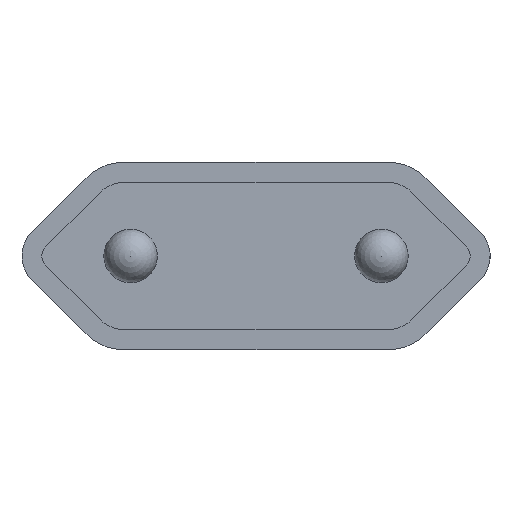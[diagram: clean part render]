
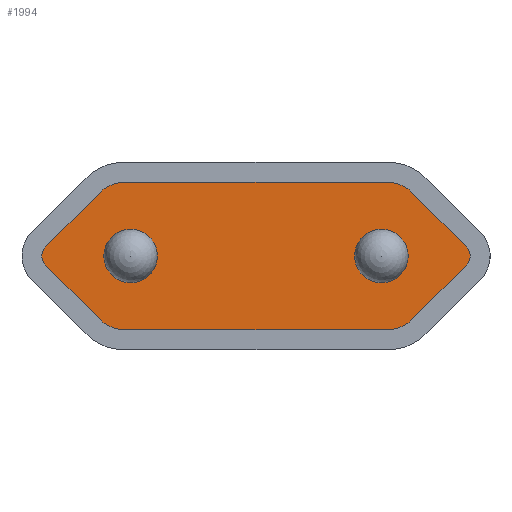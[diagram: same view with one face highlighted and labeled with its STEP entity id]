
A CAD part, front view. The second image highlights one B-rep face of the part: STEP entity #1994.
In plain terms, the highlighted planar face has unit normal (0, -1, 0).
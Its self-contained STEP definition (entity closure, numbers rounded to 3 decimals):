
#23=FACE_BOUND('',#346,.T.);
#24=FACE_BOUND('',#347,.T.);
#55=CIRCLE('',#2122,1.85);
#61=CIRCLE('',#2132,1.85);
#75=CIRCLE('',#2160,2.5);
#77=CIRCLE('',#2164,1.);
#79=CIRCLE('',#2168,2.5);
#81=CIRCLE('',#2172,2.5);
#83=CIRCLE('',#2176,1.);
#85=CIRCLE('',#2180,2.5);
#227=FACE_OUTER_BOUND('',#345,.T.);
#345=EDGE_LOOP('',(#1614,#1615,#1616,#1617,#1618,#1619,#1620,#1621,#1622,
#1623,#1624,#1625));
#346=EDGE_LOOP('',(#1626));
#347=EDGE_LOOP('',(#1627));
#514=LINE('',#3187,#710);
#518=LINE('',#3199,#714);
#522=LINE('',#3211,#718);
#526=LINE('',#3223,#722);
#530=LINE('',#3235,#726);
#533=LINE('',#3244,#729);
#710=VECTOR('',#2615,10.);
#714=VECTOR('',#2627,10.);
#718=VECTOR('',#2639,10.);
#722=VECTOR('',#2651,10.);
#726=VECTOR('',#2663,10.);
#729=VECTOR('',#2674,10.);
#853=VERTEX_POINT('',#3079);
#859=VERTEX_POINT('',#3097);
#886=VERTEX_POINT('',#3177);
#887=VERTEX_POINT('',#3179);
#889=VERTEX_POINT('',#3185);
#891=VERTEX_POINT('',#3191);
#893=VERTEX_POINT('',#3197);
#895=VERTEX_POINT('',#3203);
#897=VERTEX_POINT('',#3209);
#899=VERTEX_POINT('',#3215);
#901=VERTEX_POINT('',#3221);
#903=VERTEX_POINT('',#3227);
#905=VERTEX_POINT('',#3233);
#907=VERTEX_POINT('',#3239);
#1081=EDGE_CURVE('',#853,#853,#55,.T.);
#1089=EDGE_CURVE('',#859,#859,#61,.T.);
#1128=EDGE_CURVE('',#886,#887,#75,.T.);
#1132=EDGE_CURVE('',#889,#886,#514,.T.);
#1135=EDGE_CURVE('',#891,#889,#77,.T.);
#1138=EDGE_CURVE('',#893,#891,#518,.T.);
#1141=EDGE_CURVE('',#895,#893,#79,.T.);
#1144=EDGE_CURVE('',#897,#895,#522,.T.);
#1147=EDGE_CURVE('',#899,#897,#81,.T.);
#1150=EDGE_CURVE('',#901,#899,#526,.T.);
#1153=EDGE_CURVE('',#903,#901,#83,.T.);
#1156=EDGE_CURVE('',#905,#903,#530,.T.);
#1159=EDGE_CURVE('',#907,#905,#85,.T.);
#1161=EDGE_CURVE('',#887,#907,#533,.T.);
#1614=ORIENTED_EDGE('',*,*,#1161,.F.);
#1615=ORIENTED_EDGE('',*,*,#1128,.F.);
#1616=ORIENTED_EDGE('',*,*,#1132,.F.);
#1617=ORIENTED_EDGE('',*,*,#1135,.F.);
#1618=ORIENTED_EDGE('',*,*,#1138,.F.);
#1619=ORIENTED_EDGE('',*,*,#1141,.F.);
#1620=ORIENTED_EDGE('',*,*,#1144,.F.);
#1621=ORIENTED_EDGE('',*,*,#1147,.F.);
#1622=ORIENTED_EDGE('',*,*,#1150,.F.);
#1623=ORIENTED_EDGE('',*,*,#1153,.F.);
#1624=ORIENTED_EDGE('',*,*,#1156,.F.);
#1625=ORIENTED_EDGE('',*,*,#1159,.F.);
#1626=ORIENTED_EDGE('',*,*,#1081,.T.);
#1627=ORIENTED_EDGE('',*,*,#1089,.T.);
#1821=PLANE('',#2182);
#1994=ADVANCED_FACE('',(#227,#23,#24),#1821,.T.);
#2122=AXIS2_PLACEMENT_3D('',#3081,#2505,#2506);
#2132=AXIS2_PLACEMENT_3D('',#3099,#2527,#2528);
#2160=AXIS2_PLACEMENT_3D('',#3180,#2608,#2609);
#2164=AXIS2_PLACEMENT_3D('',#3193,#2621,#2622);
#2168=AXIS2_PLACEMENT_3D('',#3205,#2633,#2634);
#2172=AXIS2_PLACEMENT_3D('',#3217,#2645,#2646);
#2176=AXIS2_PLACEMENT_3D('',#3229,#2657,#2658);
#2180=AXIS2_PLACEMENT_3D('',#3241,#2669,#2670);
#2182=AXIS2_PLACEMENT_3D('',#3245,#2675,#2676);
#2505=DIRECTION('center_axis',(0.,1.,0.));
#2506=DIRECTION('ref_axis',(1.,0.,0.));
#2527=DIRECTION('center_axis',(0.,1.,0.));
#2528=DIRECTION('ref_axis',(-1.,0.,0.));
#2608=DIRECTION('center_axis',(0.,1.,0.));
#2609=DIRECTION('ref_axis',(0.,0.,-1.));
#2615=DIRECTION('',(0.707,0.,0.707));
#2621=DIRECTION('center_axis',(0.,1.,0.));
#2622=DIRECTION('ref_axis',(0.707,0.,-0.707));
#2627=DIRECTION('',(-0.707,0.,0.707));
#2633=DIRECTION('center_axis',(0.,1.,0.));
#2634=DIRECTION('ref_axis',(0.707,0.,0.707));
#2639=DIRECTION('',(-1.,0.,0.));
#2645=DIRECTION('center_axis',(0.,1.,0.));
#2646=DIRECTION('ref_axis',(0.,0.,1.));
#2651=DIRECTION('',(-0.707,0.,-0.707));
#2657=DIRECTION('center_axis',(0.,1.,0.));
#2658=DIRECTION('ref_axis',(-0.707,0.,0.707));
#2663=DIRECTION('',(0.707,0.,-0.707));
#2669=DIRECTION('center_axis',(0.,1.,0.));
#2670=DIRECTION('ref_axis',(-0.707,0.,-0.707));
#2674=DIRECTION('',(1.,0.,0.));
#2675=DIRECTION('center_axis',(0.,-1.,0.));
#2676=DIRECTION('ref_axis',(0.,0.,-1.));
#3079=CARTESIAN_POINT('',(7.525,-23.9,0.));
#3081=CARTESIAN_POINT('Origin',(9.375,-23.9,0.));
#3097=CARTESIAN_POINT('',(-7.525,-23.9,0.));
#3099=CARTESIAN_POINT('Origin',(-9.375,-23.9,0.));
#3177=CARTESIAN_POINT('',(-11.646,-23.9,4.768));
#3179=CARTESIAN_POINT('',(-9.879,-23.9,5.5));
#3180=CARTESIAN_POINT('Origin',(-9.879,-23.9,3.));
#3185=CARTESIAN_POINT('',(-15.707,-23.9,0.707));
#3187=CARTESIAN_POINT('',(-15.707,-23.9,0.707));
#3191=CARTESIAN_POINT('',(-15.707,-23.9,-0.707));
#3193=CARTESIAN_POINT('Origin',(-15.,-23.9,0.));
#3197=CARTESIAN_POINT('',(-11.646,-23.9,-4.768));
#3199=CARTESIAN_POINT('',(-11.646,-23.9,-4.768));
#3203=CARTESIAN_POINT('',(-9.879,-23.9,-5.5));
#3205=CARTESIAN_POINT('Origin',(-9.879,-23.9,-3.));
#3209=CARTESIAN_POINT('',(9.879,-23.9,-5.5));
#3211=CARTESIAN_POINT('',(9.879,-23.9,-5.5));
#3215=CARTESIAN_POINT('',(11.646,-23.9,-4.768));
#3217=CARTESIAN_POINT('Origin',(9.879,-23.9,-3.));
#3221=CARTESIAN_POINT('',(15.707,-23.9,-0.707));
#3223=CARTESIAN_POINT('',(15.707,-23.9,-0.707));
#3227=CARTESIAN_POINT('',(15.707,-23.9,0.707));
#3229=CARTESIAN_POINT('Origin',(15.,-23.9,0.));
#3233=CARTESIAN_POINT('',(11.646,-23.9,4.768));
#3235=CARTESIAN_POINT('',(11.646,-23.9,4.768));
#3239=CARTESIAN_POINT('',(9.879,-23.9,5.5));
#3241=CARTESIAN_POINT('Origin',(9.879,-23.9,3.));
#3244=CARTESIAN_POINT('',(-9.879,-23.9,5.5));
#3245=CARTESIAN_POINT('Origin',(0.,-23.9,0.));
